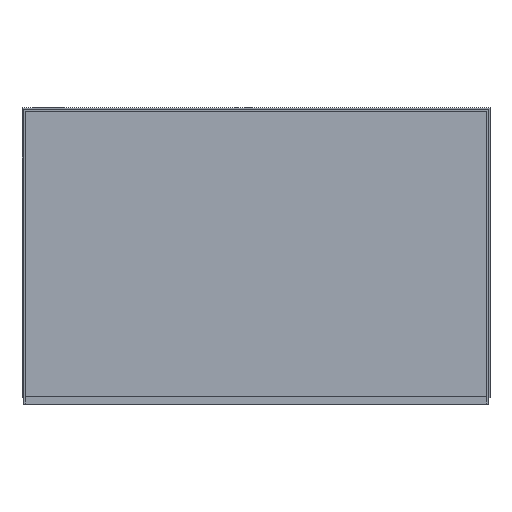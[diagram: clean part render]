
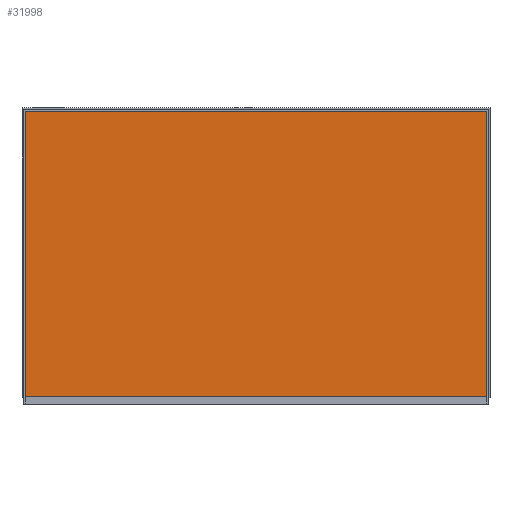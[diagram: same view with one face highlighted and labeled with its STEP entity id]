
A CAD part, top view. The second image highlights one B-rep face of the part: STEP entity #31998.
In plain terms, the highlighted planar face has unit normal (0, 0, 1).
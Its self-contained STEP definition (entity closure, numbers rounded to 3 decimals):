
#6206 = PLANE('',#6207);
#6207 = AXIS2_PLACEMENT_3D('',#6208,#6209,#6210);
#6208 = CARTESIAN_POINT('',(1.5,9.,1.5));
#6209 = DIRECTION('',(1.,0.,0.));
#6210 = DIRECTION('',(0.,0.,1.));
#21623 = PLANE('',#21624);
#21624 = AXIS2_PLACEMENT_3D('',#21625,#21626,#21627);
#21625 = CARTESIAN_POINT('',(1.5,278.5,1.5));
#21626 = DIRECTION('',(0.,1.,0.));
#21627 = DIRECTION('',(0.,0.,1.));
#21886 = VERTEX_POINT('',#21887);
#21887 = CARTESIAN_POINT('',(1.5,9.,1.5));
#21903 = PLANE('',#21904);
#21904 = AXIS2_PLACEMENT_3D('',#21905,#21906,#21907);
#21905 = CARTESIAN_POINT('',(1.5,9.,1.5));
#21906 = DIRECTION('',(0.,1.,0.));
#21907 = DIRECTION('',(0.,0.,1.));
#21915 = EDGE_CURVE('',#21886,#21916,#21918,.T.);
#21916 = VERTEX_POINT('',#21917);
#21917 = CARTESIAN_POINT('',(1.5,278.5,1.5));
#21918 = SURFACE_CURVE('',#21919,(#21923,#21930),.PCURVE_S1.);
#21919 = LINE('',#21920,#21921);
#21920 = CARTESIAN_POINT('',(1.5,9.,1.5));
#21921 = VECTOR('',#21922,1.);
#21922 = DIRECTION('',(0.,1.,0.));
#21923 = PCURVE('',#6206,#21924);
#21924 = DEFINITIONAL_REPRESENTATION('',(#21925),#21929);
#21925 = LINE('',#21926,#21927);
#21926 = CARTESIAN_POINT('',(0.,0.));
#21927 = VECTOR('',#21928,1.);
#21928 = DIRECTION('',(0.,-1.));
#21929 = ( GEOMETRIC_REPRESENTATION_CONTEXT(2) 
PARAMETRIC_REPRESENTATION_CONTEXT() REPRESENTATION_CONTEXT('2D SPACE',''
  ) );
#21930 = PCURVE('',#21931,#21936);
#21931 = PLANE('',#21932);
#21932 = AXIS2_PLACEMENT_3D('',#21933,#21934,#21935);
#21933 = CARTESIAN_POINT('',(1.5,9.,1.5));
#21934 = DIRECTION('',(0.,0.,1.));
#21935 = DIRECTION('',(1.,0.,0.));
#21936 = DEFINITIONAL_REPRESENTATION('',(#21937),#21941);
#21937 = LINE('',#21938,#21939);
#21938 = CARTESIAN_POINT('',(0.,0.));
#21939 = VECTOR('',#21940,1.);
#21940 = DIRECTION('',(0.,1.));
#21941 = ( GEOMETRIC_REPRESENTATION_CONTEXT(2) 
PARAMETRIC_REPRESENTATION_CONTEXT() REPRESENTATION_CONTEXT('2D SPACE',''
  ) );
#22565 = PLANE('',#22566);
#22566 = AXIS2_PLACEMENT_3D('',#22567,#22568,#22569);
#22567 = CARTESIAN_POINT('',(438.5,9.,1.5));
#22568 = DIRECTION('',(1.,0.,0.));
#22569 = DIRECTION('',(0.,0.,1.));
#31677 = EDGE_CURVE('',#21916,#31678,#31680,.T.);
#31678 = VERTEX_POINT('',#31679);
#31679 = CARTESIAN_POINT('',(438.5,278.5,1.5));
#31680 = SURFACE_CURVE('',#31681,(#31685,#31692),.PCURVE_S1.);
#31681 = LINE('',#31682,#31683);
#31682 = CARTESIAN_POINT('',(1.5,278.5,1.5));
#31683 = VECTOR('',#31684,1.);
#31684 = DIRECTION('',(1.,0.,0.));
#31685 = PCURVE('',#21623,#31686);
#31686 = DEFINITIONAL_REPRESENTATION('',(#31687),#31691);
#31687 = LINE('',#31688,#31689);
#31688 = CARTESIAN_POINT('',(0.,0.));
#31689 = VECTOR('',#31690,1.);
#31690 = DIRECTION('',(0.,1.));
#31691 = ( GEOMETRIC_REPRESENTATION_CONTEXT(2) 
PARAMETRIC_REPRESENTATION_CONTEXT() REPRESENTATION_CONTEXT('2D SPACE',''
  ) );
#31692 = PCURVE('',#21931,#31693);
#31693 = DEFINITIONAL_REPRESENTATION('',(#31694),#31698);
#31694 = LINE('',#31695,#31696);
#31695 = CARTESIAN_POINT('',(0.,269.5));
#31696 = VECTOR('',#31697,1.);
#31697 = DIRECTION('',(1.,0.));
#31698 = ( GEOMETRIC_REPRESENTATION_CONTEXT(2) 
PARAMETRIC_REPRESENTATION_CONTEXT() REPRESENTATION_CONTEXT('2D SPACE',''
  ) );
#31757 = VERTEX_POINT('',#31758);
#31758 = CARTESIAN_POINT('',(438.5,9.,1.5));
#31781 = EDGE_CURVE('',#21886,#31757,#31782,.T.);
#31782 = SURFACE_CURVE('',#31783,(#31787,#31794),.PCURVE_S1.);
#31783 = LINE('',#31784,#31785);
#31784 = CARTESIAN_POINT('',(1.5,9.,1.5));
#31785 = VECTOR('',#31786,1.);
#31786 = DIRECTION('',(1.,0.,0.));
#31787 = PCURVE('',#21903,#31788);
#31788 = DEFINITIONAL_REPRESENTATION('',(#31789),#31793);
#31789 = LINE('',#31790,#31791);
#31790 = CARTESIAN_POINT('',(0.,0.));
#31791 = VECTOR('',#31792,1.);
#31792 = DIRECTION('',(0.,1.));
#31793 = ( GEOMETRIC_REPRESENTATION_CONTEXT(2) 
PARAMETRIC_REPRESENTATION_CONTEXT() REPRESENTATION_CONTEXT('2D SPACE',''
  ) );
#31794 = PCURVE('',#21931,#31795);
#31795 = DEFINITIONAL_REPRESENTATION('',(#31796),#31800);
#31796 = LINE('',#31797,#31798);
#31797 = CARTESIAN_POINT('',(0.,0.));
#31798 = VECTOR('',#31799,1.);
#31799 = DIRECTION('',(1.,0.));
#31800 = ( GEOMETRIC_REPRESENTATION_CONTEXT(2) 
PARAMETRIC_REPRESENTATION_CONTEXT() REPRESENTATION_CONTEXT('2D SPACE',''
  ) );
#31998 = ADVANCED_FACE('',(#31999),#21931,.T.);
#31999 = FACE_BOUND('',#32000,.T.);
#32000 = EDGE_LOOP('',(#32001,#32002,#32003,#32024));
#32001 = ORIENTED_EDGE('',*,*,#21915,.F.);
#32002 = ORIENTED_EDGE('',*,*,#31781,.T.);
#32003 = ORIENTED_EDGE('',*,*,#32004,.T.);
#32004 = EDGE_CURVE('',#31757,#31678,#32005,.T.);
#32005 = SURFACE_CURVE('',#32006,(#32010,#32017),.PCURVE_S1.);
#32006 = LINE('',#32007,#32008);
#32007 = CARTESIAN_POINT('',(438.5,9.,1.5));
#32008 = VECTOR('',#32009,1.);
#32009 = DIRECTION('',(0.,1.,0.));
#32010 = PCURVE('',#21931,#32011);
#32011 = DEFINITIONAL_REPRESENTATION('',(#32012),#32016);
#32012 = LINE('',#32013,#32014);
#32013 = CARTESIAN_POINT('',(437.,0.));
#32014 = VECTOR('',#32015,1.);
#32015 = DIRECTION('',(0.,1.));
#32016 = ( GEOMETRIC_REPRESENTATION_CONTEXT(2) 
PARAMETRIC_REPRESENTATION_CONTEXT() REPRESENTATION_CONTEXT('2D SPACE',''
  ) );
#32017 = PCURVE('',#22565,#32018);
#32018 = DEFINITIONAL_REPRESENTATION('',(#32019),#32023);
#32019 = LINE('',#32020,#32021);
#32020 = CARTESIAN_POINT('',(0.,0.));
#32021 = VECTOR('',#32022,1.);
#32022 = DIRECTION('',(0.,-1.));
#32023 = ( GEOMETRIC_REPRESENTATION_CONTEXT(2) 
PARAMETRIC_REPRESENTATION_CONTEXT() REPRESENTATION_CONTEXT('2D SPACE',''
  ) );
#32024 = ORIENTED_EDGE('',*,*,#31677,.F.);
